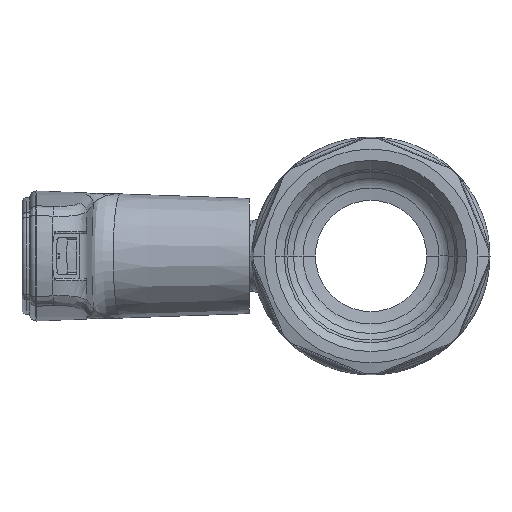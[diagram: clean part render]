
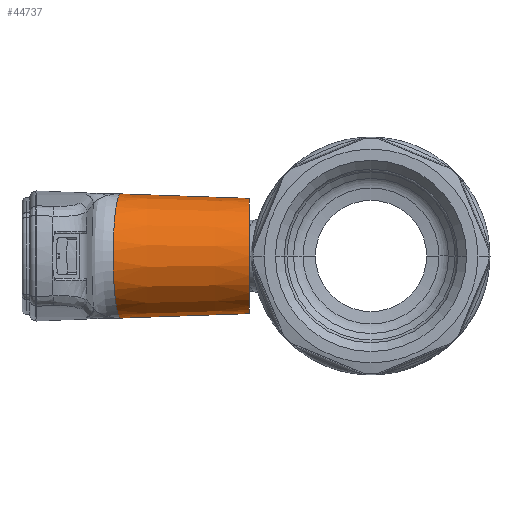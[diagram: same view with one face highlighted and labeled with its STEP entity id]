
A CAD part, left-side view. The second image highlights one B-rep face of the part: STEP entity #44737.
In plain terms, the highlighted conical face has half-angle 2 degrees and reference radius 13.462 mm.
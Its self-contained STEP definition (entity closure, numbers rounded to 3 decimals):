
#24518=CARTESIAN_POINT('',(0.,27.3,0.));
#24519=DIRECTION('',(0.,-1.,0.));
#24520=DIRECTION('',(0.,0.,1.));
#24521=AXIS2_PLACEMENT_3D('',#24518,#24519,#24520);
#24564=DIRECTION('',(0.,-0.999,-0.035));
#24565=VECTOR('',#24564,28.935);
#24566=CARTESIAN_POINT('',(0.,56.217,
13.938));
#24567=LINE('',#24566,#24565);
#24568=DIRECTION('',(0.,-0.999,0.035));
#24569=VECTOR('',#24568,28.935);
#24570=CARTESIAN_POINT('',(0.,56.217,
-13.938));
#24571=LINE('',#24570,#24569);
#24588=CARTESIAN_POINT('',(0.,56.217,
13.938));
#24589=CARTESIAN_POINT('',(-0.565,56.285,
13.941));
#24590=CARTESIAN_POINT('',(-1.696,56.419,
13.876));
#24591=CARTESIAN_POINT('',(-3.368,56.618,
13.575));
#24592=CARTESIAN_POINT('',(-4.99,56.81,
13.073));
#24593=CARTESIAN_POINT('',(-6.538,56.994,
12.379));
#24594=CARTESIAN_POINT('',(-7.989,57.166,
11.503));
#24595=CARTESIAN_POINT('',(-9.323,57.325,
10.459));
#24596=CARTESIAN_POINT('',(-10.519,57.467,
9.263));
#24597=CARTESIAN_POINT('',(-11.561,57.59,
7.932));
#24598=CARTESIAN_POINT('',(-12.433,57.694,
6.487));
#24599=CARTESIAN_POINT('',(-13.125,57.776,
4.948));
#24600=CARTESIAN_POINT('',(-13.625,57.835,
3.339));
#24601=CARTESIAN_POINT('',(-13.929,57.871,
1.681));
#24602=CARTESIAN_POINT('',(-14.03,57.883,
0.));
#24603=CARTESIAN_POINT('',(-13.929,57.871,
-1.681));
#24604=CARTESIAN_POINT('',(-13.625,57.835,
-3.339));
#24605=CARTESIAN_POINT('',(-13.125,57.776,
-4.948));
#24606=CARTESIAN_POINT('',(-12.433,57.694,
-6.487));
#24607=CARTESIAN_POINT('',(-11.561,57.59,
-7.932));
#24608=CARTESIAN_POINT('',(-10.519,57.467,
-9.263));
#24609=CARTESIAN_POINT('',(-9.323,57.325,
-10.459));
#24610=CARTESIAN_POINT('',(-7.989,57.166,
-11.503));
#24611=CARTESIAN_POINT('',(-6.538,56.994,
-12.379));
#24612=CARTESIAN_POINT('',(-4.99,56.81,
-13.073));
#24613=CARTESIAN_POINT('',(-3.368,56.618,
-13.575));
#24614=CARTESIAN_POINT('',(-1.696,56.419,
-13.876));
#24615=CARTESIAN_POINT('',(-0.565,56.285,
-13.941));
#24616=CARTESIAN_POINT('',(0.,56.217,
-13.938));
#25009=CARTESIAN_POINT('',(0.,56.217,
13.938));
#25037=CARTESIAN_POINT('',(0.,56.217,
-13.938));
#37361=CARTESIAN_POINT('',(0.,27.3,12.928));
#37362=CARTESIAN_POINT('',(0.,27.3,-12.928));
#37363=VERTEX_POINT('',#37361);
#37364=VERTEX_POINT('',#37362);
#37365=VERTEX_POINT('',#25009);
#37366=VERTEX_POINT('',#25037);
#44723=CARTESIAN_POINT('',(0.,42.59,0.));
#44724=DIRECTION('',(0.,1.,0.));
#44725=DIRECTION('',(0.,0.,-1.));
#44726=AXIS2_PLACEMENT_3D('',#44723,#44724,#44725);
#44727=CONICAL_SURFACE('',#44726,13.462,2.);
#44729=ORIENTED_EDGE('',*,*,#44728,.F.);
#44731=ORIENTED_EDGE('',*,*,#44730,.T.);
#44732=ORIENTED_EDGE('',*,*,#44706,.T.);
#44734=ORIENTED_EDGE('',*,*,#44733,.F.);
#44735=EDGE_LOOP('',(#44729,#44731,#44732,#44734));
#44736=FACE_OUTER_BOUND('',#44735,.F.);
#44737=ADVANCED_FACE('',(#44736),#44727,.T.);
#24522=CIRCLE('',#24521,12.928);
#24617=B_SPLINE_CURVE_WITH_KNOTS('',3,(#24588,#24589,#24590,#24591,#24592,
#24593,#24594,#24595,#24596,#24597,#24598,#24599,#24600,#24601,#24602,#24603,
#24604,#24605,#24606,#24607,#24608,#24609,#24610,#24611,#24612,#24613,#24614,
#24615,#24616),.UNSPECIFIED.,.F.,.F.,(4,1,1,1,1,1,1,1,1,1,1,1,1,1,1,1,1,1,1,1,1,
1,1,1,1,1,4),(0.,0.038,0.077,0.115,
0.154,0.192,0.231,0.269,
0.308,0.346,0.385,0.423,
0.462,0.5,0.538,0.577,0.615,
0.654,0.692,0.731,0.769,
0.808,0.846,0.885,0.923,
0.962,1.),.UNSPECIFIED.);
#44706=EDGE_CURVE('',#37363,#37364,#24522,.T.);
#44728=EDGE_CURVE('',#37365,#37366,#24617,.T.);
#44730=EDGE_CURVE('',#37365,#37363,#24567,.T.);
#44733=EDGE_CURVE('',#37366,#37364,#24571,.T.);
